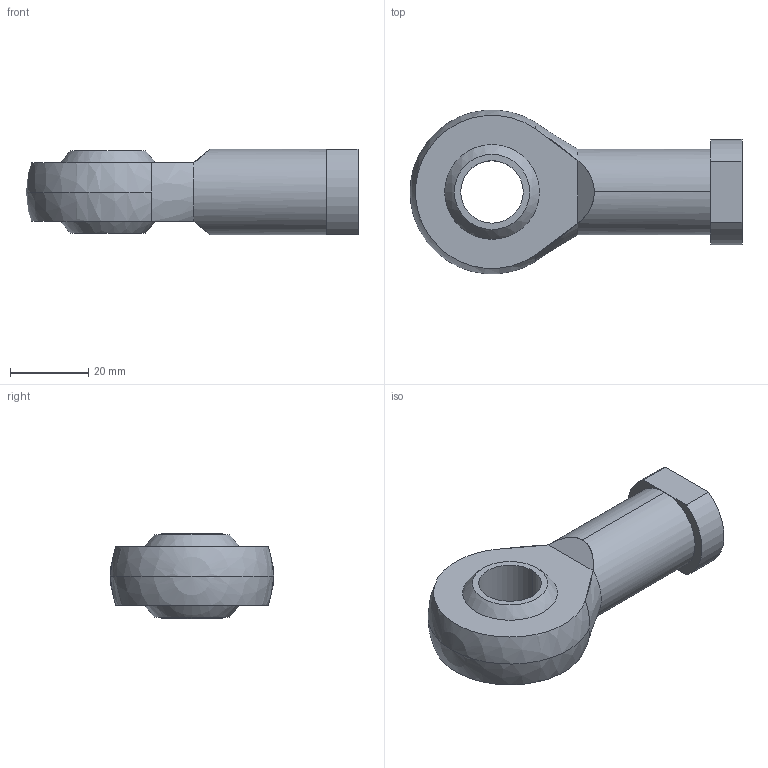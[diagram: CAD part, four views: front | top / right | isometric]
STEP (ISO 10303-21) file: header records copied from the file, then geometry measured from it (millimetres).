
FILE_DESCRIPTION(('HOOPS Exchange Step'),'2;1');
FILE_NAME('export-0BFE111B-F92A-484B-BBEC-E1B8EA202CEA.stp','2021-06-29T15:48:44+02:00',('Engineering'),('Alibre'),'HOOPS Exchange 2020.1','Alibre','Unknown authorisation');
FILE_SCHEMA( ('AP242_MANAGED_MODEL_BASED_3D_ENGINEERING_MIM_LF {1 0 10303 442 1 1 4 }') );
Length unit declared in the file: millimetre
Products named in the file (1): 4028 W0950502025  Rod-Eye GA-M M16x1.5
Bounding box: 85 x 41.9 x 22 mm (x, y, z)
Surface area: 10199.6 mm2 (no closed solid volume)
Topology: 0 solids, 22 shells, 27 faces, 102 edges, 91 vertices
Faces by surface type: plane 11, cylinder 8, sphere 4, cone 4
Entity records: 1221 total; most frequent: CARTESIAN_POINT 236, DIRECTION 210, ORIENTED_EDGE 110, EDGE_CURVE 100, VERTEX_POINT 91, AXIS2_PLACEMENT_3D 89, CIRCLE 53, STYLED_ITEM 44
